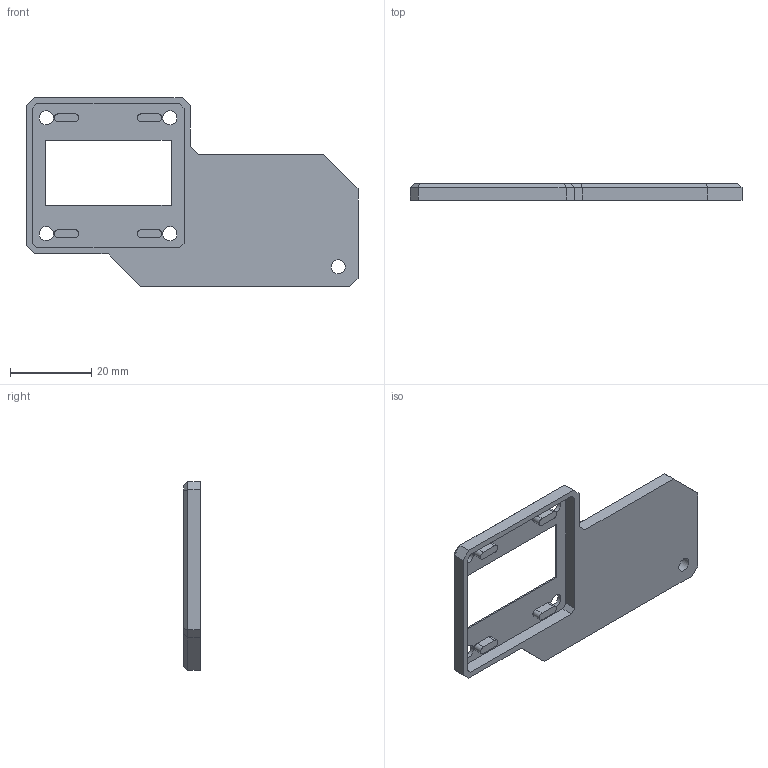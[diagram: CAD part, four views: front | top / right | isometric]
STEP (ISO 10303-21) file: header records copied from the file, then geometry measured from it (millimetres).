
FILE_DESCRIPTION(/* description */ (''),/* implementation_level */ '2;1');
FILE_NAME(/* name */ 'Faceplate v32.step',/* time_stamp */ '2024-02-21T18:13:27-06:00',/* author */ (''),/* organization */ (''),/* preprocessor_version */ 'ST-DEVELOPER v20',/* originating_system */ 'Autodesk Translation Framework v12.20.1.177',/* authorisation */ '');
FILE_SCHEMA (('AUTOMOTIVE_DESIGN { 1 0 10303 214 3 1 1 }'));
Length unit declared in the file: millimetre
Products named in the file (1): Caratula
Bounding box: 81.7 x 4.1 x 46.5 mm (x, y, z)
Volume: 7518.5 mm3; surface area: 6447.3 mm2
Topology: 1 solids, 1 shells, 72 faces, 177 edges, 112 vertices
Faces by surface type: plane 59, cylinder 13
Full cylindrical faces by diameter (mm): 3.5 x5
Entity records: 2147 total; most frequent: CARTESIAN_POINT 362, ORIENTED_EDGE 354, DIRECTION 349, EDGE_CURVE 177, LINE 151, VECTOR 151, VERTEX_POINT 112, AXIS2_PLACEMENT_3D 99
